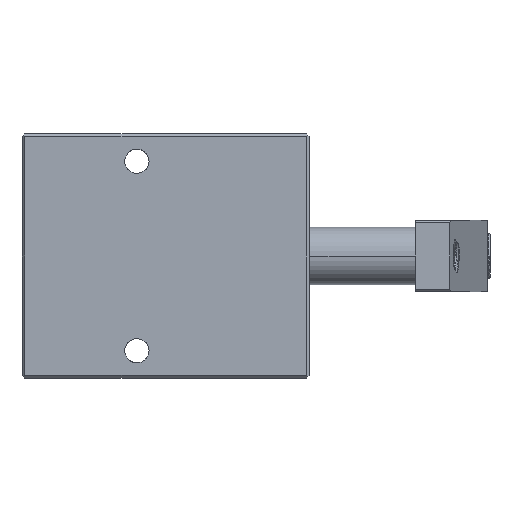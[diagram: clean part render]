
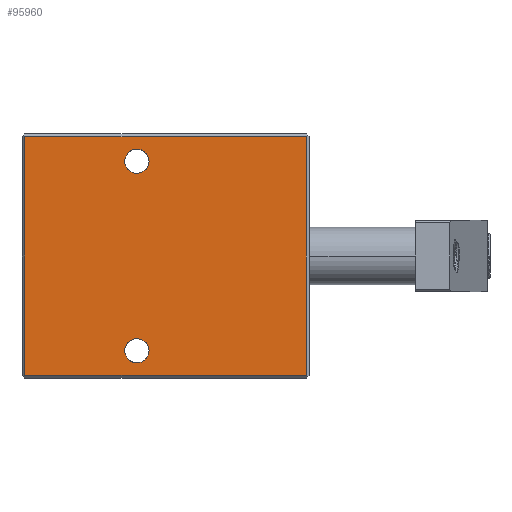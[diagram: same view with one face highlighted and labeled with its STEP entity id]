
A CAD part, front view. The second image highlights one B-rep face of the part: STEP entity #95960.
In plain terms, the highlighted planar face has unit normal (0, -1, 0).
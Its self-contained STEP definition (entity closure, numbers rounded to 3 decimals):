
#1444 = VECTOR ( 'NONE', #24163, 1000. ) ;
#3228 = EDGE_LOOP ( 'NONE', ( #40374, #91511 ) ) ;
#5286 = AXIS2_PLACEMENT_3D ( 'NONE', #63133, #8118, #63481 ) ;
#5640 = ORIENTED_EDGE ( 'NONE', *, *, #5952, .T. ) ;
#5952 = EDGE_CURVE ( 'NONE', #16864, #38778, #79199, .T. ) ;
#6322 = DIRECTION ( 'NONE',  ( 0., 0., 1. ) ) ;
#7775 = CARTESIAN_POINT ( 'NONE',  ( 40., -30., -28.75 ) ) ;
#8118 = DIRECTION ( 'NONE',  ( 0., -1., 0. ) ) ;
#9881 = CARTESIAN_POINT ( 'NONE',  ( 40., -30., 28.75 ) ) ;
#13851 = CARTESIAN_POINT ( 'NONE',  ( 40., -30., 33. ) ) ;
#16864 = VERTEX_POINT ( 'NONE', #40528 ) ;
#17123 = EDGE_CURVE ( 'NONE', #36067, #37688, #49202, .T. ) ;
#18338 = CARTESIAN_POINT ( 'NONE',  ( 1., -30., 41.5 ) ) ;
#18793 = LINE ( 'NONE', #43845, #60861 ) ;
#20291 = EDGE_CURVE ( 'NONE', #27904, #16864, #44849, .T. ) ;
#20399 = FACE_BOUND ( 'NONE', #3228, .T. ) ;
#20993 = CARTESIAN_POINT ( 'NONE',  ( 40., -30., -33. ) ) ;
#21828 = DIRECTION ( 'NONE',  ( 0., 0., 1. ) ) ;
#22517 = LINE ( 'NONE', #79532, #1444 ) ;
#23175 = EDGE_CURVE ( 'NONE', #71746, #72131, #85660, .T. ) ;
#23393 = EDGE_CURVE ( 'NONE', #66486, #27904, #22517, .T. ) ;
#23800 = VECTOR ( 'NONE', #30939, 1000. ) ;
#24163 = DIRECTION ( 'NONE',  ( 1., 0., 0. ) ) ;
#26621 = EDGE_LOOP ( 'NONE', ( #60661, #31430 ) ) ;
#27904 = VERTEX_POINT ( 'NONE', #80740 ) ;
#28944 = DIRECTION ( 'NONE',  ( 0., 0., 1. ) ) ;
#28968 = DIRECTION ( 'NONE',  ( 0., 0., -1. ) ) ;
#30939 = DIRECTION ( 'NONE',  ( 0., 0., 1. ) ) ;
#31078 = CARTESIAN_POINT ( 'NONE',  ( 40., -30., 33. ) ) ;
#31404 = ORIENTED_EDGE ( 'NONE', *, *, #20291, .T. ) ;
#31430 = ORIENTED_EDGE ( 'NONE', *, *, #69775, .T. ) ;
#34176 = CARTESIAN_POINT ( 'NONE',  ( 1., -30., -41.5 ) ) ;
#36067 = VERTEX_POINT ( 'NONE', #7775 ) ;
#36232 = AXIS2_PLACEMENT_3D ( 'NONE', #13851, #69203, #21828 ) ;
#37688 = VERTEX_POINT ( 'NONE', #96515 ) ;
#38778 = VERTEX_POINT ( 'NONE', #18338 ) ;
#39046 = DIRECTION ( 'NONE',  ( 0., 0., 1. ) ) ;
#40374 = ORIENTED_EDGE ( 'NONE', *, *, #23175, .T. ) ;
#40528 = CARTESIAN_POINT ( 'NONE',  ( 99., -30., 41.5 ) ) ;
#43087 = EDGE_CURVE ( 'NONE', #38778, #66486, #18793, .T. ) ;
#43845 = CARTESIAN_POINT ( 'NONE',  ( 1., -30., 42.5 ) ) ;
#44849 = LINE ( 'NONE', #85977, #23800 ) ;
#49202 = CIRCLE ( 'NONE', #89984, 4.25 ) ;
#53717 = DIRECTION ( 'NONE',  ( 0., 1., 0. ) ) ;
#54194 = AXIS2_PLACEMENT_3D ( 'NONE', #31078, #86450, #39046 ) ;
#54438 = DIRECTION ( 'NONE',  ( -1., 0., 0. ) ) ;
#55516 = PLANE ( 'NONE',  #5286 ) ;
#58138 = VECTOR ( 'NONE', #54438, 1000. ) ;
#60661 = ORIENTED_EDGE ( 'NONE', *, *, #17123, .T. ) ;
#60861 = VECTOR ( 'NONE', #28968, 1000. ) ;
#63133 = CARTESIAN_POINT ( 'NONE',  ( 0., -30., 42.5 ) ) ;
#63481 = DIRECTION ( 'NONE',  ( 0., 0., -1. ) ) ;
#63923 = AXIS2_PLACEMENT_3D ( 'NONE', #101129, #53717, #6322 ) ;
#64621 = CARTESIAN_POINT ( 'NONE',  ( 40., -30., 37.25 ) ) ;
#66486 = VERTEX_POINT ( 'NONE', #34176 ) ;
#67459 = CIRCLE ( 'NONE', #63923, 4.25 ) ;
#69203 = DIRECTION ( 'NONE',  ( 0., 1., 0. ) ) ;
#69775 = EDGE_CURVE ( 'NONE', #37688, #36067, #67459, .T. ) ;
#71746 = VERTEX_POINT ( 'NONE', #64621 ) ;
#72131 = VERTEX_POINT ( 'NONE', #9881 ) ;
#75589 = ORIENTED_EDGE ( 'NONE', *, *, #43087, .T. ) ;
#76354 = DIRECTION ( 'NONE',  ( 0., 1., 0. ) ) ;
#79199 = LINE ( 'NONE', #101873, #58138 ) ;
#79532 = CARTESIAN_POINT ( 'NONE',  ( 0., -30., -41.5 ) ) ;
#80740 = CARTESIAN_POINT ( 'NONE',  ( 99., -30., -41.5 ) ) ;
#83545 = FACE_OUTER_BOUND ( 'NONE', #88216, .T. ) ;
#85107 = EDGE_CURVE ( 'NONE', #72131, #71746, #98607, .T. ) ;
#85660 = CIRCLE ( 'NONE', #54194, 4.25 ) ;
#85977 = CARTESIAN_POINT ( 'NONE',  ( 99., -30., 42.5 ) ) ;
#86450 = DIRECTION ( 'NONE',  ( 0., 1., 0. ) ) ;
#88192 = ORIENTED_EDGE ( 'NONE', *, *, #23393, .T. ) ;
#88216 = EDGE_LOOP ( 'NONE', ( #88192, #31404, #5640, #75589 ) ) ;
#89984 = AXIS2_PLACEMENT_3D ( 'NONE', #20993, #76354, #28944 ) ;
#91511 = ORIENTED_EDGE ( 'NONE', *, *, #85107, .T. ) ;
#95960 = ADVANCED_FACE ( 'NONE', ( #20399, #102068, #83545 ), #55516, .T. ) ;
#96515 = CARTESIAN_POINT ( 'NONE',  ( 40., -30., -37.25 ) ) ;
#98607 = CIRCLE ( 'NONE', #36232, 4.25 ) ;
#101129 = CARTESIAN_POINT ( 'NONE',  ( 40., -30., -33. ) ) ;
#101873 = CARTESIAN_POINT ( 'NONE',  ( 0., -30., 41.5 ) ) ;
#102068 = FACE_BOUND ( 'NONE', #26621, .T. ) ;
